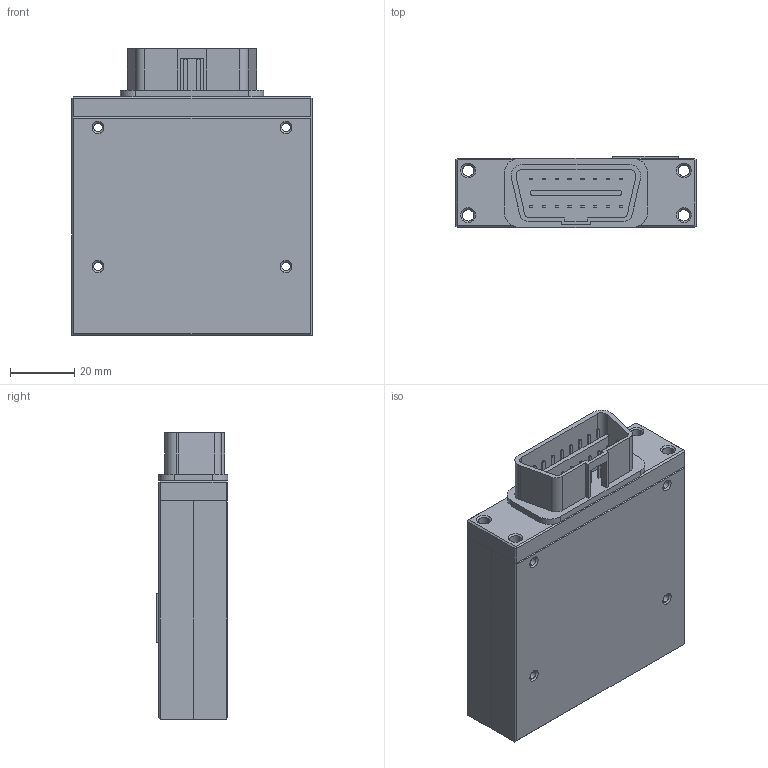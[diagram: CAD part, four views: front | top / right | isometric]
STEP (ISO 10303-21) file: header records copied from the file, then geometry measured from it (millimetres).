
FILE_DESCRIPTION (( 'STEP AP214' ), '1' );
FILE_NAME ('Assem1.STEP', '2017-06-25T03:25:20', ( '' ), ( '' ), 'SwSTEP 2.0', 'SolidWorks 2016', '' );
FILE_SCHEMA (( 'AUTOMOTIVE_DESIGN' ));
Length unit declared in the file: millimetre
Products named in the file (9): box^Assem1; lid^Assem1; perfboard; obd2 connector model 1; Assem1
Assembly tree (4 placements, depth 2):
  perfboard
  box^Assem1
  Assem1
    obd2 connector model 1
    perfboard
    box^Assem1
    lid^Assem1
  lid^Assem1
  obd2 connector model 1
Bounding box: 74.6 x 22.25 x 89.1 mm (x, y, z)
Volume: 55174.3 mm3; surface area: 55083.8 mm2
Topology: 47 solids, 47 shells, 1524 faces, 4196 edges, 2762 vertices
Faces by surface type: cylinder 1023, plane 451, cone 32, bspline 18
Entity records: 52892 total; most frequent: CARTESIAN_POINT 9738, DIRECTION 9255, ORIENTED_EDGE 8376, EDGE_CURVE 4188, AXIS2_PLACEMENT_3D 3591, VERTEX_POINT 2762, EDGE_LOOP 2440, CIRCLE 2077
